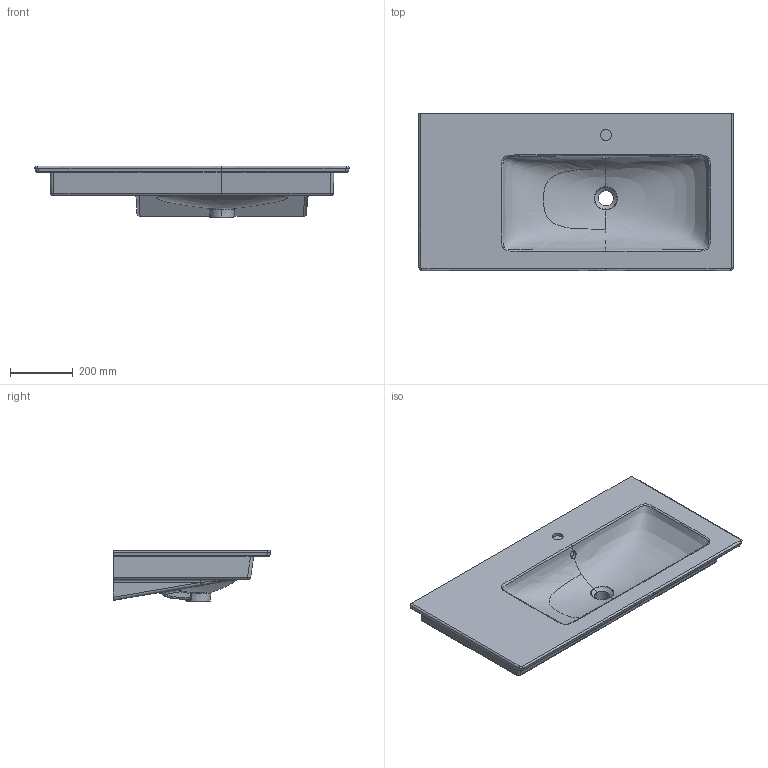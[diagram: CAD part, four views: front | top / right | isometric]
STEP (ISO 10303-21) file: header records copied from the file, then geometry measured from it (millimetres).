
FILE_DESCRIPTION(/* description */ (''),/* implementation_level */ '2;1');
FILE_NAME(/* name */ '4134R1_Venticello_SWT100_asym rechts-gespiegelt.stp',/* time_stamp */ '2018-09-28T14:13:44+02:00',/* author */ (''),/* organization */ (''),/* preprocessor_version */ 'ST-DEVELOPER v16',/* originating_system */ 'SIEMENS PLM Software NX 10.0',/* authorisation */ '');
FILE_SCHEMA (('AUTOMOTIVE_DESIGN { 1 0 10303 214 3 1 1 1 }'));
Products named in the file (1): Conz1BB89C55r3pw
Bounding box: 1000 x 500.03 x 164.74 mm (x, y, z)
Volume: 31579201.8 mm3; surface area: 1394298.1 mm2
Topology: 1 solids, 1 shells, 131 faces, 362 edges, 224 vertices
Faces by surface type: bspline 79, plane 25, cylinder 24, cone 3
Full cylindrical faces by diameter (mm): 35 x1
Entity records: 34137 total; most frequent: CARTESIAN_POINT 31597, ORIENTED_EDGE 702, EDGE_CURVE 351, DIRECTION 264, VERTEX_POINT 223, B_SPLINE_CURVE_WITH_KNOTS 217, EDGE_LOOP 134, ADVANCED_FACE 131
